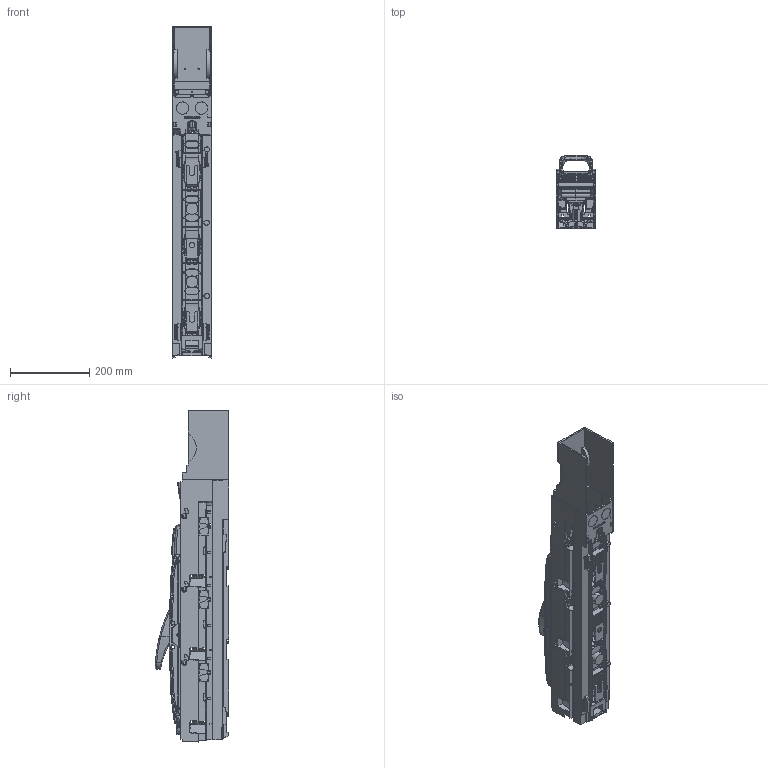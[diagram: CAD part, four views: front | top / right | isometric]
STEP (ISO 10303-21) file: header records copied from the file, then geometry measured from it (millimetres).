
FILE_DESCRIPTION((''),'2;1');
FILE_NAME('ZLBM1-3P-V-EFM','2022-08-11T14:43:14',('XYS'),(''),'CREO PARAMETRIC BY PTC INC, 2016390','CREO PARAMETRIC BY PTC INC, 2016390','');
FILE_SCHEMA(('CONFIG_CONTROL_DESIGN'));
Products named in the file (1): ZLBM1-3P-V-EFM
Bounding box: 99.05 x 185.85 x 838.86 mm (x, y, z)
Surface area: 650762.8 mm2 (no closed solid volume)
Topology: 0 solids, 72 shells, 2197 faces, 10617 edges, 8229 vertices
Faces by surface type: plane 1175, cylinder 470, bspline 373, torus 76, cone 50, extrusion 31, sphere 22
Entity records: 132315 total; most frequent: CARTESIAN_POINT 57733, ORIENTED_EDGE 15529, DIRECTION 11671, EDGE_CURVE 10588, VERTEX_POINT 8229, VECTOR 6115, LINE 6084, B_SPLINE_CURVE_WITH_KNOTS 3550
